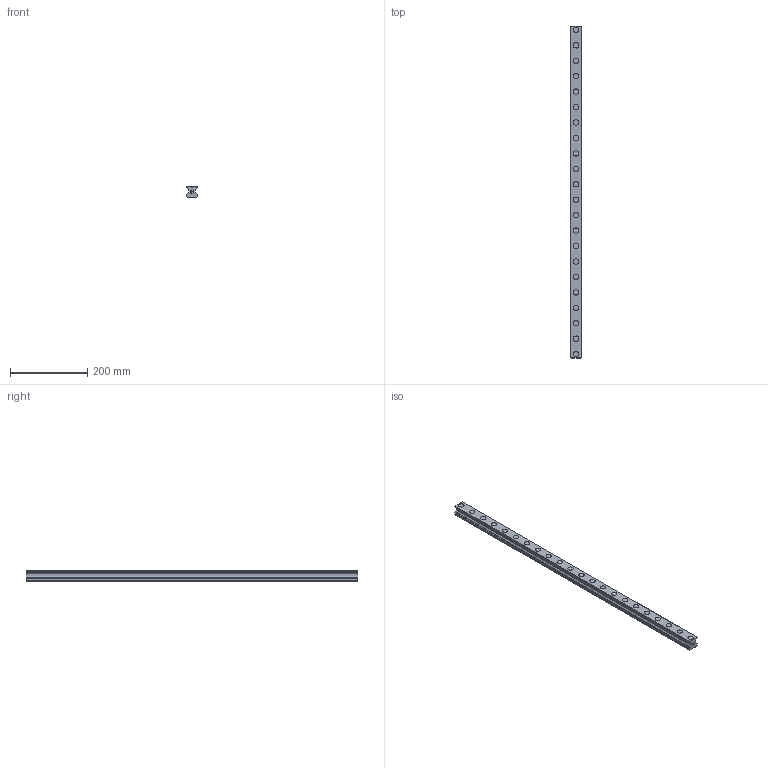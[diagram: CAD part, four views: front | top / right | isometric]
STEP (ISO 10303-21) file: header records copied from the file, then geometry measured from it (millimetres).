
FILE_DESCRIPTION(('STEP AP214'),'1');
FILE_NAME('cctmp_C9588DA5-F6A4-4256-A2EB-AB7742163302_2021_03_11_11_28_49_0140..stp','2021-03-11T10:28:49',('HIWIN GmbH'),('CADClick - www.CADClick.com'),'Spatial InterOp 3D',' ','unknown authorization');
FILE_SCHEMA(('AUTOMOTIVE_DESIGN'));
Length unit declared in the file: millimetre
Products named in the file (1): RGR30R860H_FILE
Bounding box: 28 x 860 x 28 mm (x, y, z)
Volume: 492182.7 mm3; surface area: 129022 mm2
Topology: 1 solids, 1 shells, 313 faces, 723 edges, 482 vertices
Faces by surface type: plane 163, cylinder 150
Entity records: 11505 total; most frequent: DIRECTION 1651, CARTESIAN_POINT 1519, ORIENTED_EDGE 1446, EDGE_CURVE 723, AXIS2_PLACEMENT_3D 614, VERTEX_POINT 482, LINE 423, VECTOR 423
